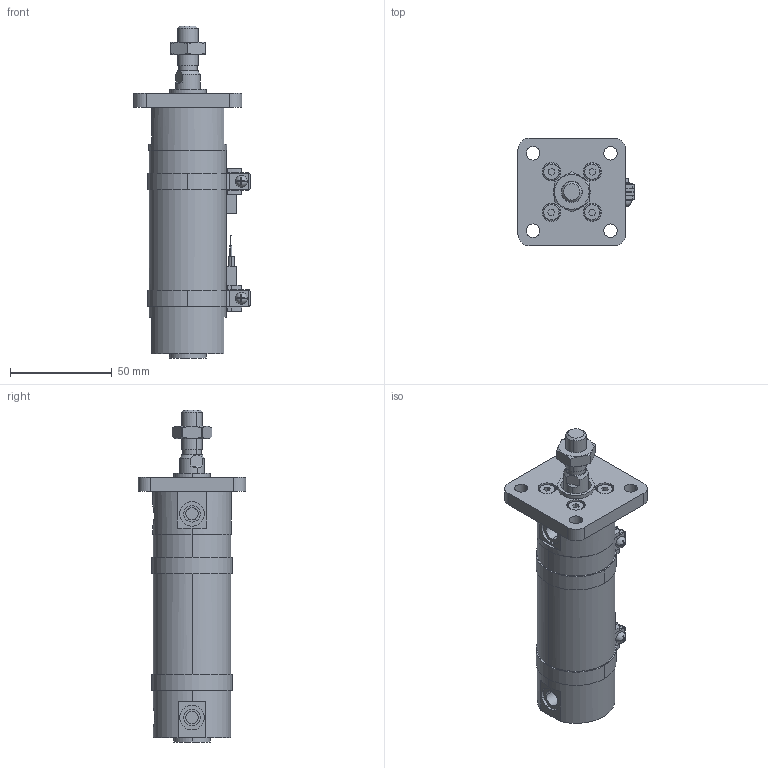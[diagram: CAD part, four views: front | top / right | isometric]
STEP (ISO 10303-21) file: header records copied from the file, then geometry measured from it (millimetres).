
FILE_DESCRIPTION (( 'STEP AP203' ), '1' );
FILE_NAME ('CDG1FN32-50-A96L.STEP', '2021-01-03T03:50:33', ( '' ), ( '' ), 'SwSTEP 2.0', 'SolidWorks 2016', '' );
FILE_SCHEMA (( 'CONFIG_CONTROL_DESIGN' ));
Length unit declared in the file: millimetre
Products named in the file (10): CDG1FN32-50-A96L_CG1X8024XRods(32); CDG1FN32-50-A96L_CG1X8024XRodCover(32)-1; CDG1FN32-50-A96L_CG12054Tube-HeadCover(32)-1; CDG1FN32-50-A96L_Nuts(NT-03); CDG1FN32-50-A96L; CDG1FN32-50-A96L_BMA2-0xx(BMA2-032); CDG1FN32-50-A96L_A9_(A96); CDG1FN32-50-A96L_BJ3-1(BJ3-1); CDG1FN32-50-A96L_A9+F9+M9(A96)-1; CDG1FN32-50-A96L_CG1Flange(32)
Assembly tree (11 placements, depth 3):
  CDG1FN32-50-A96L
    CDG1FN32-50-A96L_A9+F9+M9(A96)-1
      CDG1FN32-50-A96L_A9_(A96)
    CDG1FN32-50-A96L_CG12054Tube-HeadCover(32)-1
    CDG1FN32-50-A96L_CG1X8024XRodCover(32)-1
    CDG1FN32-50-A96L_CG1X8024XRods(32)
    CDG1FN32-50-A96L_CG1Flange(32)
    CDG1FN32-50-A96L_Nuts(NT-03)
    CDG1FN32-50-A96L_BJ3-1(BJ3-1)  x2
    CDG1FN32-50-A96L_BMA2-0xx(BMA2-032)  x2
Bounding box: 57.1 x 53 x 163 mm (x, y, z)
Volume: 123611.8 mm3; surface area: 54115.1 mm2
Topology: 10 solids, 10 shells, 561 faces, 1385 edges, 906 vertices
Faces by surface type: plane 286, cylinder 219, cone 52, sphere 4
Entity records: 13941 total; most frequent: CARTESIAN_POINT 2502, DIRECTION 2305, ORIENTED_EDGE 2026, EDGE_CURVE 1013, AXIS2_PLACEMENT_3D 885, VERTEX_POINT 664, VECTOR 535, LINE 535
